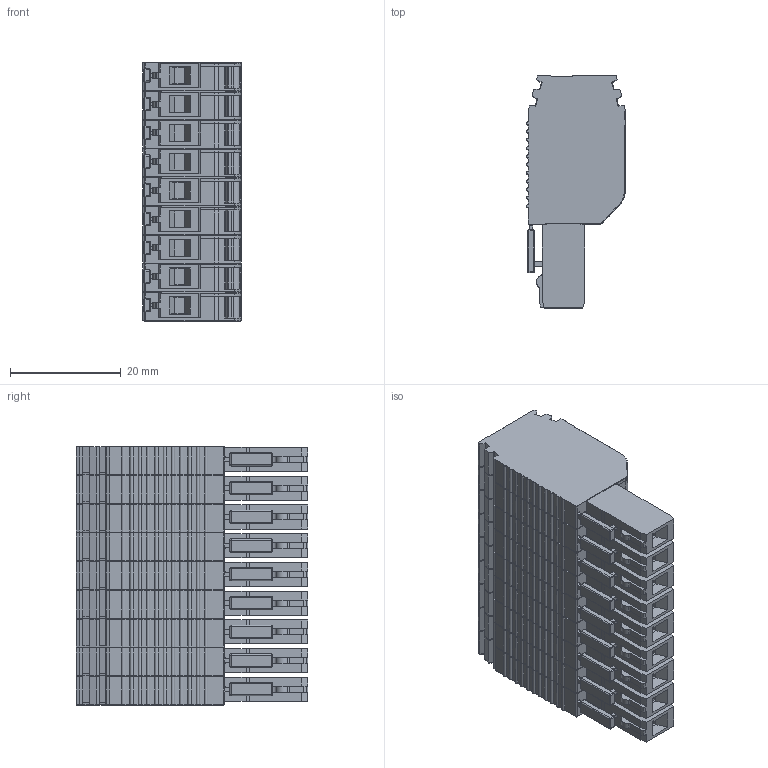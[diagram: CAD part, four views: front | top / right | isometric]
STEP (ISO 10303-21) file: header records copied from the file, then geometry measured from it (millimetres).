
FILE_DESCRIPTION (( 'STEP AP214' ), '1' );
FILE_NAME ('310209_SG_PT 2.5_9_Grey.STEP', '2017-09-27T05:09:41', ( '' ), ( '' ), 'SwSTEP 2.0', 'SolidWorks 2017', '' );
FILE_SCHEMA (( 'AUTOMOTIVE_DESIGN' ));
Length unit declared in the file: millimetre
Products named in the file (1): 310209_SG_PT 2.5_9_Grey
Bounding box: 17.82 x 41.9 x 46.8 mm (x, y, z)
Volume: 23769.5 mm3; surface area: 10808.2 mm2
Topology: 1 solids, 10 shells, 2531 faces, 7093 edges, 4555 vertices
Faces by surface type: plane 1792, cylinder 667, bspline 72
Entity records: 80970 total; most frequent: CARTESIAN_POINT 15242, ORIENTED_EDGE 14042, DIRECTION 13266, EDGE_CURVE 7021, VECTOR 5660, LINE 5660, VERTEX_POINT 4555, AXIS2_PLACEMENT_3D 3803
